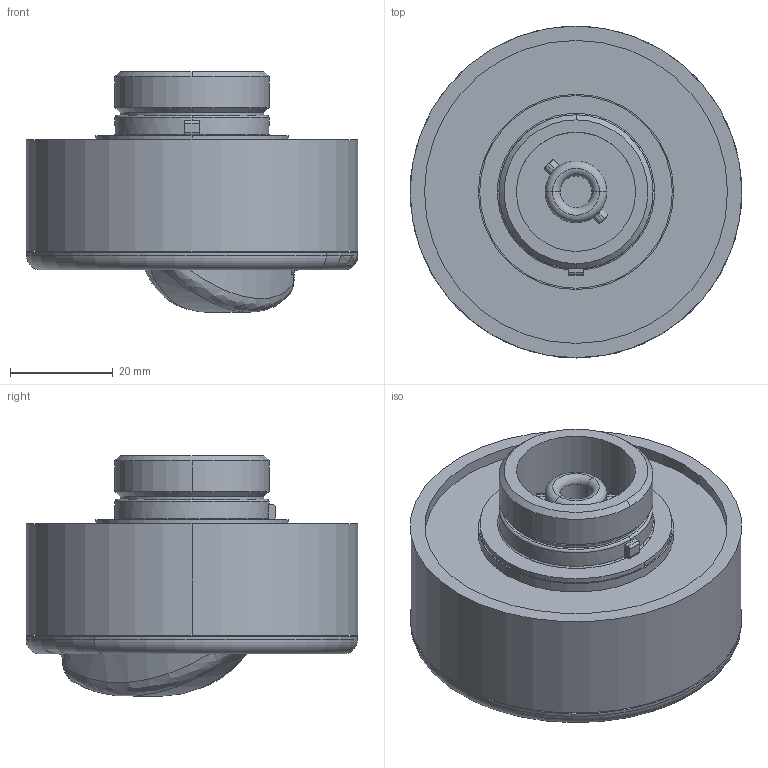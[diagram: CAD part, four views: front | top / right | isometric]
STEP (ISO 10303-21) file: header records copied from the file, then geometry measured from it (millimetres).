
FILE_DESCRIPTION((''),'2;1');
FILE_NAME('05-1141-0465_EINSATZGEH_STEUER','2023-09-26T11:32:49',('Beil'),(''),'CREO PARAMETRIC BY PTC INC, 2019030','CREO PARAMETRIC BY PTC INC, 2019030','');
FILE_SCHEMA(('CONFIG_CONTROL_DESIGN','SHAPE_APPEARANCE_LAYERS_GROUPS'));
Length unit declared in the file: millimetre
Products named in the file (1): 05-1141-0465_EINSATZGEH_STEUER
Bounding box: 64.6 x 64.6 x 46.84 mm (x, y, z)
Volume: 61420.6 mm3; surface area: 27977.6 mm2
Topology: 1 solids, 1 shells, 226 faces, 570 edges, 363 vertices
Faces by surface type: plane 69, cylinder 69, bspline 37, torus 21, extrusion 20, cone 8, sphere 2
Entity records: 12167 total; most frequent: CARTESIAN_POINT 3140, ORIENTED_EDGE 1140, DIRECTION 1008, PRESENTATION_STYLE_ASSIGNMENT 738, STYLED_ITEM 571, CURVE_STYLE 570, EDGE_CURVE 570, AXIS2_PLACEMENT_3D 385
